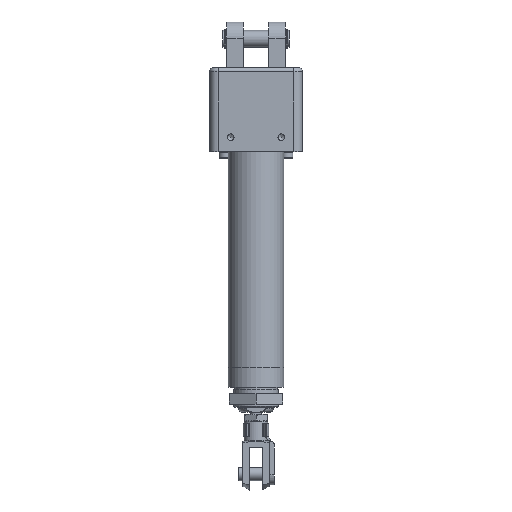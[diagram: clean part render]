
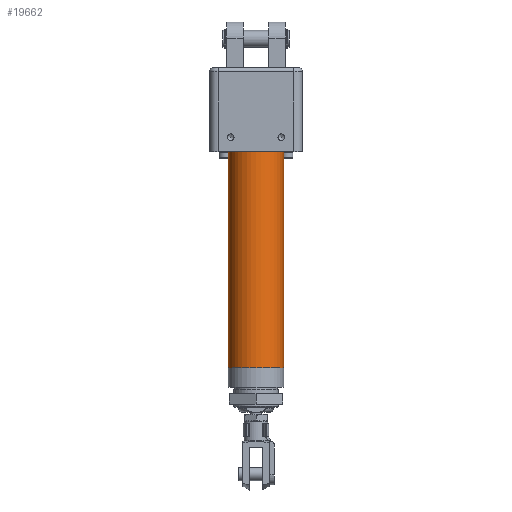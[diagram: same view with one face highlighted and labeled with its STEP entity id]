
A CAD part, front view. The second image highlights one B-rep face of the part: STEP entity #19662.
In plain terms, the highlighted cylindrical face has radius 20.837 mm (diameter 41.675 mm), a full revolution.
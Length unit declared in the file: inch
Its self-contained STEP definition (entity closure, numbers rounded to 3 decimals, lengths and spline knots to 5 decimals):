
#19 = DIRECTION ( 'NONE',  ( -1., 0., 0. ) ) ;
#566 = EDGE_LOOP ( 'NONE', ( #8769 ) ) ;
#832 = AXIS2_PLACEMENT_3D ( 'NONE', #20428, #24334, #12523 ) ;
#1715 = FACE_OUTER_BOUND ( 'NONE', #22765, .T. ) ;
#3381 = DIRECTION ( 'NONE',  ( 0., 0., 1. ) ) ;
#3844 = EDGE_CURVE ( 'NONE', #22096, #22096, #14387, .T. ) ;
#6571 = EDGE_CURVE ( 'NONE', #18988, #18988, #22848, .T. ) ;
#8769 = ORIENTED_EDGE ( 'NONE', *, *, #6571, .F. ) ;
#9618 = DIRECTION ( 'NONE',  ( 1., 0., 0. ) ) ;
#9665 = DIRECTION ( 'NONE',  ( 0., 0., -1. ) ) ;
#12523 = DIRECTION ( 'NONE',  ( 1., 0., 0. ) ) ;
#14135 = AXIS2_PLACEMENT_3D ( 'NONE', #16024, #9665, #19 ) ;
#14387 = CIRCLE ( 'NONE', #24321, 0.82037 ) ;
#14708 = CARTESIAN_POINT ( 'NONE',  ( 0.82037, 0., 0. ) ) ;
#15643 = CYLINDRICAL_SURFACE ( 'NONE', #14135, 0.82037 ) ;
#16024 = CARTESIAN_POINT ( 'NONE',  ( 0., 0., 0. ) ) ;
#17969 = FACE_OUTER_BOUND ( 'NONE', #566, .T. ) ;
#18988 = VERTEX_POINT ( 'NONE', #14708 ) ;
#19662 = ADVANCED_FACE ( 'NONE', ( #1715, #17969 ), #15643, .T. ) ;
#19884 = CARTESIAN_POINT ( 'NONE',  ( 0.82037, 0., -6.42201 ) ) ;
#20428 = CARTESIAN_POINT ( 'NONE',  ( 0., 0., 0. ) ) ;
#21180 = CARTESIAN_POINT ( 'NONE',  ( 0., 0., -6.42201 ) ) ;
#21404 = ORIENTED_EDGE ( 'NONE', *, *, #3844, .T. ) ;
#22096 = VERTEX_POINT ( 'NONE', #19884 ) ;
#22765 = EDGE_LOOP ( 'NONE', ( #21404 ) ) ;
#22848 = CIRCLE ( 'NONE', #832, 0.82037 ) ;
#24321 = AXIS2_PLACEMENT_3D ( 'NONE', #21180, #3381, #9618 ) ;
#24334 = DIRECTION ( 'NONE',  ( 0., 0., 1. ) ) ;
